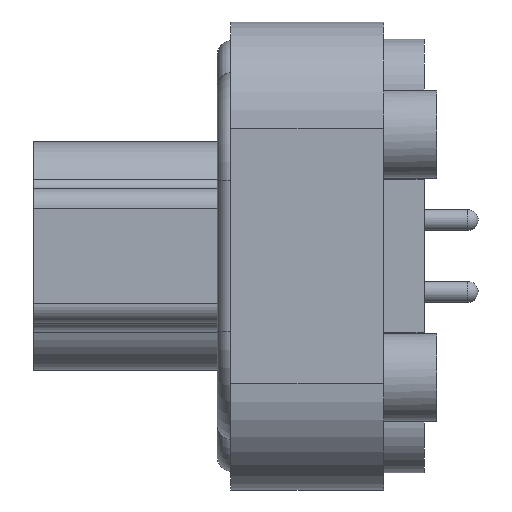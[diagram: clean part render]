
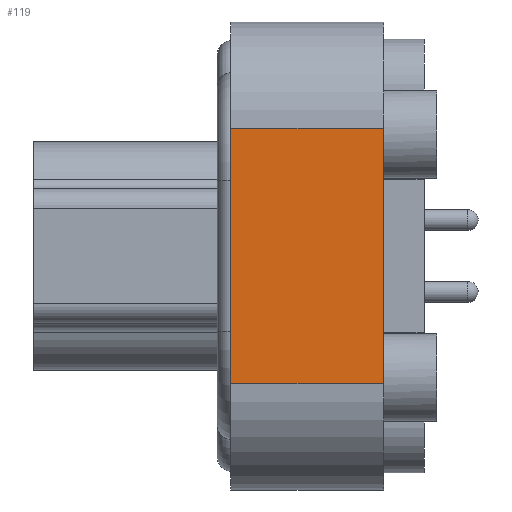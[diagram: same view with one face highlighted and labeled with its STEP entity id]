
A CAD part, front view. The second image highlights one B-rep face of the part: STEP entity #119.
In plain terms, the highlighted planar face has unit normal (0, -1, 0).
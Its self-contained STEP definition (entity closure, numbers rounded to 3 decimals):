
#119 = ADVANCED_FACE( '', ( #333 ), #334, .F. );
#333 = FACE_OUTER_BOUND( '', #694, .T. );
#334 = PLANE( '', #695 );
#694 = EDGE_LOOP( '', ( #1360, #1361, #1362, #1363 ) );
#695 = AXIS2_PLACEMENT_3D( '', #1364, #1365, #1366 );
#1360 = ORIENTED_EDGE( '', *, *, #2398, .T. );
#1361 = ORIENTED_EDGE( '', *, *, #2405, .F. );
#1362 = ORIENTED_EDGE( '', *, *, #2388, .F. );
#1363 = ORIENTED_EDGE( '', *, *, #2406, .T. );
#1364 = CARTESIAN_POINT( '', ( 11.5, -13.7, 9.6 ) );
#1365 = DIRECTION( '', ( 0., 1., 0. ) );
#1366 = DIRECTION( '', ( -1., 0., 0. ) );
#2388 = EDGE_CURVE( '', #2897, #2899, #2900, .T. );
#2398 = EDGE_CURVE( '', #2917, #2914, #2918, .T. );
#2405 = EDGE_CURVE( '', #2899, #2914, #2930, .T. );
#2406 = EDGE_CURVE( '', #2897, #2917, #2931, .T. );
#2897 = VERTEX_POINT( '', #3703 );
#2899 = VERTEX_POINT( '', #3705 );
#2900 = LINE( '', #3706, #3707 );
#2914 = VERTEX_POINT( '', #3725 );
#2917 = VERTEX_POINT( '', #3728 );
#2918 = LINE( '', #3729, #3730 );
#2930 = LINE( '', #3745, #3746 );
#2931 = LINE( '', #3747, #3748 );
#3703 = CARTESIAN_POINT( '', ( 11.5, -13.7, 9.6 ) );
#3705 = CARTESIAN_POINT( '', ( 11.5, -13.7, -9.6 ) );
#3706 = CARTESIAN_POINT( '', ( 11.5, -13.7, 9.6 ) );
#3707 = VECTOR( '', #4591, 1000. );
#3725 = CARTESIAN_POINT( '', ( 0., -13.7, -9.6 ) );
#3728 = CARTESIAN_POINT( '', ( 0., -13.7, 9.6 ) );
#3729 = CARTESIAN_POINT( '', ( 0., -13.7, 9.6 ) );
#3730 = VECTOR( '', #4611, 1000. );
#3745 = CARTESIAN_POINT( '', ( 11.5, -13.7, -9.6 ) );
#3746 = VECTOR( '', #4624, 1000. );
#3747 = CARTESIAN_POINT( '', ( 11.5, -13.7, 9.6 ) );
#3748 = VECTOR( '', #4625, 1000. );
#4591 = DIRECTION( '', ( 0., 0., -1. ) );
#4611 = DIRECTION( '', ( 0., 0., -1. ) );
#4624 = DIRECTION( '', ( -1., 0., 0. ) );
#4625 = DIRECTION( '', ( -1., 0., 0. ) );
